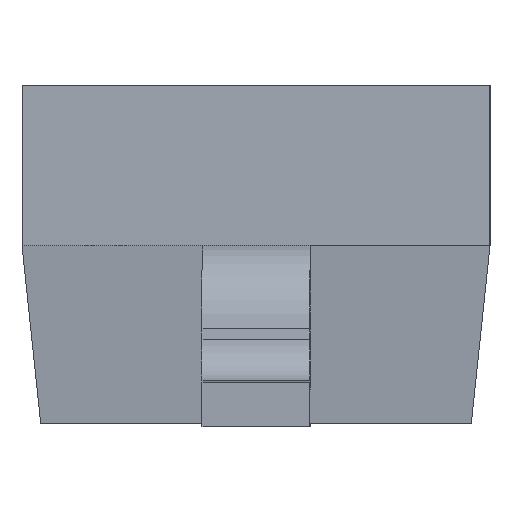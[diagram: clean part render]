
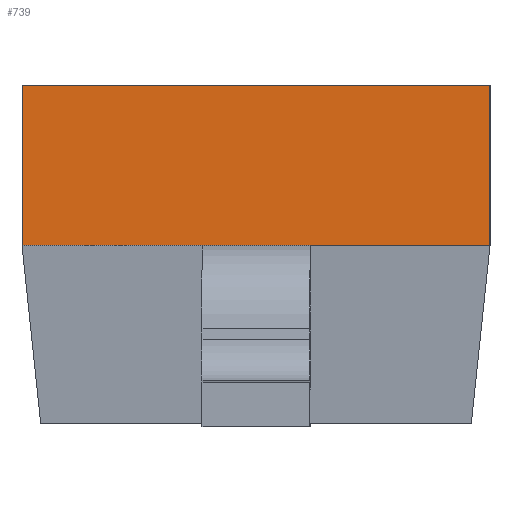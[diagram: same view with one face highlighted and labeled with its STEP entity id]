
A CAD part, left-side view. The second image highlights one B-rep face of the part: STEP entity #739.
In plain terms, the highlighted planar face has unit normal (-1, 0, 0).
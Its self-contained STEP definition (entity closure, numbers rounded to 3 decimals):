
#73=FACE_OUTER_BOUND('',#111,.T.);
#111=EDGE_LOOP('',(#631,#632,#633,#634,#635,#636));
#124=LINE('',#1018,#208);
#129=LINE('',#1028,#213);
#168=LINE('',#1139,#252);
#185=LINE('',#1173,#269);
#189=LINE('',#1179,#273);
#196=LINE('',#1193,#280);
#208=VECTOR('',#819,1.3);
#213=VECTOR('',#828,0.445);
#252=VECTOR('',#931,0.3);
#269=VECTOR('',#968,0.5);
#273=VECTOR('',#972,0.5);
#280=VECTOR('',#989,0.445);
#289=VERTEX_POINT('',#1015);
#290=VERTEX_POINT('',#1017);
#293=VERTEX_POINT('',#1027);
#332=VERTEX_POINT('',#1136);
#333=VERTEX_POINT('',#1138);
#340=VERTEX_POINT('',#1172);
#356=EDGE_CURVE('',#290,#289,#124,.T.);
#361=EDGE_CURVE('',#293,#290,#129,.T.);
#415=EDGE_CURVE('',#333,#332,#168,.T.);
#433=EDGE_CURVE('',#340,#333,#185,.T.);
#437=EDGE_CURVE('',#332,#293,#189,.T.);
#444=EDGE_CURVE('',#340,#289,#196,.T.);
#631=ORIENTED_EDGE('',*,*,#415,.T.);
#632=ORIENTED_EDGE('',*,*,#437,.T.);
#633=ORIENTED_EDGE('',*,*,#361,.T.);
#634=ORIENTED_EDGE('',*,*,#356,.T.);
#635=ORIENTED_EDGE('',*,*,#444,.F.);
#636=ORIENTED_EDGE('',*,*,#433,.T.);
#673=PLANE('',#796);
#739=ADVANCED_FACE('',(#73),#673,.T.);
#796=AXIS2_PLACEMENT_3D('',#1192,#987,#988);
#819=DIRECTION('',(0.,1.,0.));
#828=DIRECTION('',(0.,0.,1.));
#931=DIRECTION('',(0.,-1.,0.));
#968=DIRECTION('',(0.,-1.,0.));
#972=DIRECTION('',(0.,-1.,0.));
#987=DIRECTION('center_axis',(-1.,0.,0.));
#988=DIRECTION('ref_axis',(0.,0.,1.));
#989=DIRECTION('',(0.,0.,1.));
#1015=CARTESIAN_POINT('',(-0.887,0.65,0.445));
#1017=CARTESIAN_POINT('',(-0.887,-0.65,0.445));
#1018=CARTESIAN_POINT('',(-0.887,0.65,0.445));
#1027=CARTESIAN_POINT('',(-0.887,-0.65,0.));
#1028=CARTESIAN_POINT('',(-0.887,-0.65,0.));
#1136=CARTESIAN_POINT('',(-0.887,-0.15,0.));
#1138=CARTESIAN_POINT('',(-0.887,0.15,0.));
#1139=CARTESIAN_POINT('',(-0.887,-0.25,0.));
#1172=CARTESIAN_POINT('',(-0.887,0.65,0.));
#1173=CARTESIAN_POINT('',(-0.887,0.65,0.));
#1179=CARTESIAN_POINT('',(-0.887,0.65,0.));
#1192=CARTESIAN_POINT('Origin',(-0.887,-0.65,0.));
#1193=CARTESIAN_POINT('',(-0.887,0.65,0.));
